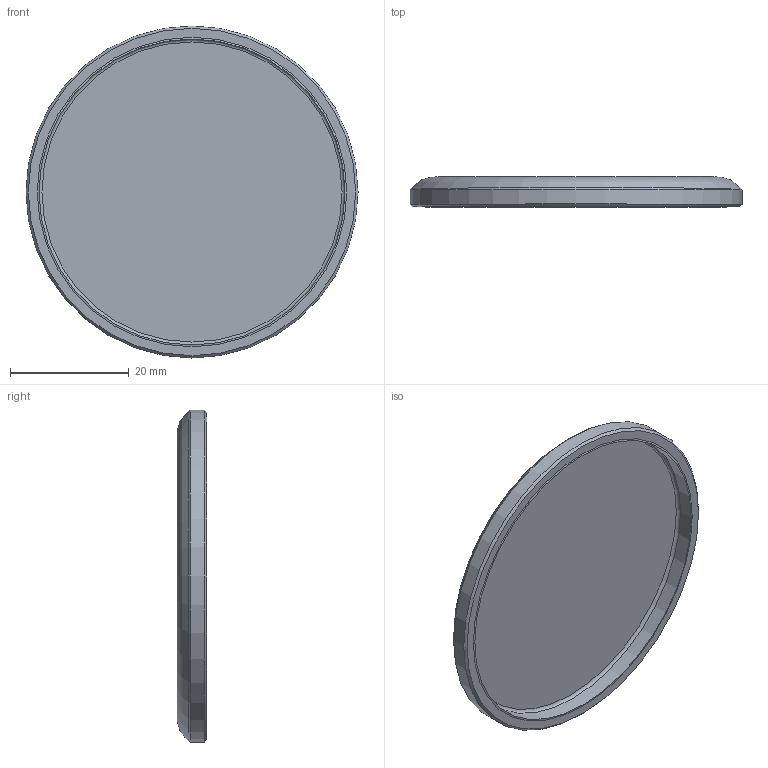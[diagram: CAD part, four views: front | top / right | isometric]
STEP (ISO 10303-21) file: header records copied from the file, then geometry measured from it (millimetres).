
FILE_DESCRIPTION(/* description */ ('STEP AP203'),/* implementation_level */ '2;1');
FILE_NAME(/* name */ 'oTopv8.step',/* time_stamp */ '2025-07-22T14:42:36+02:00',/* author */ (''),/* organization */ (''),/* preprocessor_version */ 'ST-DEVELOPER v20.1',/* originating_system */ 'Autodesk Translation Framework v14.10.0.0',/* authorisation */ '');
FILE_SCHEMA (('AUTOMOTIVE_DESIGN { 1 0 10303 214 3 1 1 }'));
Length unit declared in the file: millimetre
Products named in the file (1): ScrollWheel-RevOO-OSHW-NoLogo
Bounding box: 56 x 5.06 x 56 mm (x, y, z)
Volume: 5560 mm3; surface area: 5962.1 mm2
Topology: 1 solids, 1 shells, 10 faces, 20 edges, 13 vertices
Faces by surface type: torus 4, plane 3, cylinder 2, cone 1
Full cylindrical faces by diameter (mm): 51.614 x1, 56 x1
Entity records: 306 total; most frequent: DIRECTION 59, CARTESIAN_POINT 44, ORIENTED_EDGE 40, AXIS2_PLACEMENT_3D 28, EDGE_CURVE 20, CIRCLE 17, VERTEX_POINT 13, EDGE_LOOP 11
